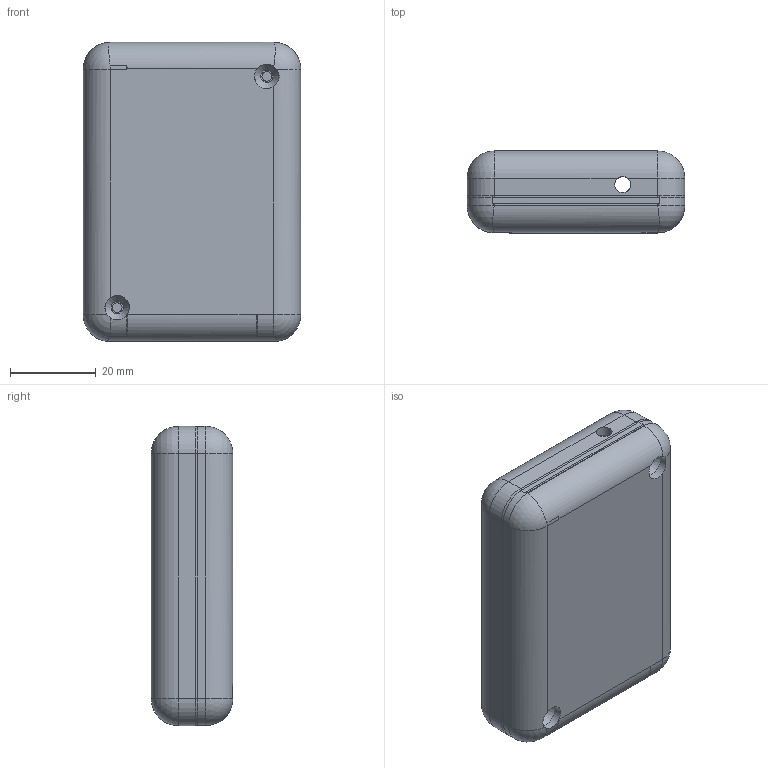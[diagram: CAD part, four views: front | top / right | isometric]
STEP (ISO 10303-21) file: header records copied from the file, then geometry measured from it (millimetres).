
FILE_DESCRIPTION(/* description */ (''),/* implementation_level */ '2;1');
FILE_NAME(/* name */ 'samantha_module_2012.stp',/* time_stamp */ '2013-08-31T13:04:50-08:00',/* author */ ('Kyle'),/* organization */ (''),/* preprocessor_version */ 'ST-DEVELOPER v15.2',/* originating_system */ 'Autodesk Inventor 2014',/* authorisation */ '');
FILE_SCHEMA (('AUTOMOTIVE_DESIGN { 1 0 10303 214 3 1 1 }'));
Length unit declared in the file: millimetre
Products named in the file (3): SAMANTHA_CASE_TOP_2012; SAMANTHA_CASE_BOTTOM_2012; samantha_module_2012
Bounding box: 50.8 x 19.05 x 69.85 mm (x, y, z)
Volume: 20524.7 mm3; surface area: 21080.9 mm2
Topology: 2 solids, 2 shells, 137 faces, 362 edges, 228 vertices
Faces by surface type: cylinder 61, plane 50, torus 14, sphere 8, cone 4
Full cylindrical faces by diameter (mm): 2.286 x2, 2.921 x2, 3.734 x1, 4.775 x4, 5.004 x3, 5.715 x2
Entity records: 5334 total; most frequent: CARTESIAN_POINT 1864, DIRECTION 714, ORIENTED_EDGE 640, EDGE_CURVE 320, AXIS2_PLACEMENT_3D 276, VERTEX_POINT 210, EDGE_LOOP 172, LINE 162
